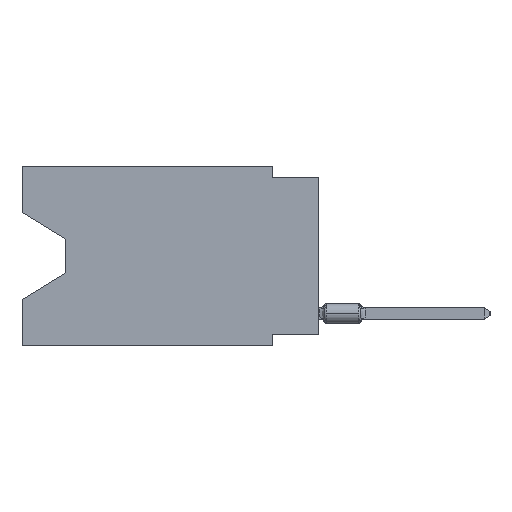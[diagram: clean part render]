
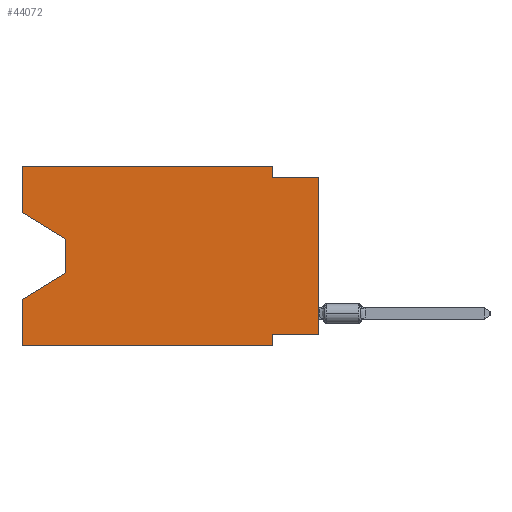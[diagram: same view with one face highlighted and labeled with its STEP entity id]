
A CAD part, left-side view. The second image highlights one B-rep face of the part: STEP entity #44072.
In plain terms, the highlighted planar face has unit normal (-1, 0, 0).
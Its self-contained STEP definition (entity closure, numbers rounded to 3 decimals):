
#469 = FACE_OUTER_BOUND ( 'NONE', #2008, .T. ) ;
#1186 = VERTEX_POINT ( 'NONE', #31693 ) ;
#2008 = EDGE_LOOP ( 'NONE', ( #16212, #11145, #53687, #8708, #3771, #25849, #18204, #43883, #51227, #35246, #7194, #24619 ) ) ;
#2205 = VERTEX_POINT ( 'NONE', #42568 ) ;
#2489 = VECTOR ( 'NONE', #22804, 1000. ) ;
#2559 = DIRECTION ( 'NONE',  ( 0., 0., 1. ) ) ;
#3771 = ORIENTED_EDGE ( 'NONE', *, *, #29603, .T. ) ;
#4181 = CARTESIAN_POINT ( 'NONE',  ( 0., 2.54, -9.906 ) ) ;
#5039 = VECTOR ( 'NONE', #20205, 1000. ) ;
#5443 = CARTESIAN_POINT ( 'NONE',  ( 0., 16.383, -2.546 ) ) ;
#5880 = LINE ( 'NONE', #29251, #21604 ) ;
#6185 = DIRECTION ( 'NONE',  ( 0., 0.855, -0.519 ) ) ;
#6338 = VECTOR ( 'NONE', #33681, 1000. ) ;
#7028 = EDGE_CURVE ( 'NONE', #26897, #52840, #53501, .T. ) ;
#7194 = ORIENTED_EDGE ( 'NONE', *, *, #56349, .F. ) ;
#7578 = EDGE_CURVE ( 'NONE', #15760, #32793, #50483, .T. ) ;
#7857 = CARTESIAN_POINT ( 'NONE',  ( 0., 2.54, -0.635 ) ) ;
#8253 = VECTOR ( 'NONE', #13599, 1000. ) ;
#8708 = ORIENTED_EDGE ( 'NONE', *, *, #54942, .F. ) ;
#8895 = LINE ( 'NONE', #32576, #16774 ) ;
#10696 = EDGE_CURVE ( 'NONE', #2205, #59721, #16316, .T. ) ;
#11145 = ORIENTED_EDGE ( 'NONE', *, *, #10696, .T. ) ;
#11416 = DIRECTION ( 'NONE',  ( 0., 0., -1. ) ) ;
#11756 = CARTESIAN_POINT ( 'NONE',  ( 0., 2.54, -9.271 ) ) ;
#13516 = DIRECTION ( 'NONE',  ( 0., -1., 0. ) ) ;
#13599 = DIRECTION ( 'NONE',  ( 0., 0., 1. ) ) ;
#15760 = VERTEX_POINT ( 'NONE', #41525 ) ;
#15991 = LINE ( 'NONE', #43068, #22445 ) ;
#16212 = ORIENTED_EDGE ( 'NONE', *, *, #32805, .T. ) ;
#16316 = LINE ( 'NONE', #53798, #26050 ) ;
#16774 = VECTOR ( 'NONE', #23053, 1000. ) ;
#18204 = ORIENTED_EDGE ( 'NONE', *, *, #22109, .F. ) ;
#19097 = VECTOR ( 'NONE', #2559, 1000. ) ;
#19502 = PLANE ( 'NONE',  #41669 ) ;
#20205 = DIRECTION ( 'NONE',  ( 0., 0., 1. ) ) ;
#20440 = VERTEX_POINT ( 'NONE', #42303 ) ;
#21604 = VECTOR ( 'NONE', #24625, 1000. ) ;
#22109 = EDGE_CURVE ( 'NONE', #15760, #44600, #44201, .T. ) ;
#22199 = CARTESIAN_POINT ( 'NONE',  ( 0., 0., -0.635 ) ) ;
#22445 = VECTOR ( 'NONE', #6185, 1000. ) ;
#22594 = VERTEX_POINT ( 'NONE', #4181 ) ;
#22804 = DIRECTION ( 'NONE',  ( 0., -0.855, -0.519 ) ) ;
#23053 = DIRECTION ( 'NONE',  ( 0., -1., 0. ) ) ;
#23820 = DIRECTION ( 'NONE',  ( 1., 0., 0. ) ) ;
#24619 = ORIENTED_EDGE ( 'NONE', *, *, #25895, .F. ) ;
#24625 = DIRECTION ( 'NONE',  ( 0., -1., 0. ) ) ;
#25849 = ORIENTED_EDGE ( 'NONE', *, *, #46531, .F. ) ;
#25895 = EDGE_CURVE ( 'NONE', #32582, #53295, #45875, .T. ) ;
#26050 = VECTOR ( 'NONE', #11416, 1000. ) ;
#26897 = VERTEX_POINT ( 'NONE', #38096 ) ;
#27718 = LINE ( 'NONE', #36966, #2489 ) ;
#29251 = CARTESIAN_POINT ( 'NONE',  ( 0., 0., -0.635 ) ) ;
#29603 = EDGE_CURVE ( 'NONE', #20440, #22594, #50385, .T. ) ;
#30492 = EDGE_CURVE ( 'NONE', #59721, #1186, #15991, .T. ) ;
#30515 = CARTESIAN_POINT ( 'NONE',  ( 0., 16.383, 0. ) ) ;
#31693 = CARTESIAN_POINT ( 'NONE',  ( 0., 16.383, -7.36 ) ) ;
#32576 = CARTESIAN_POINT ( 'NONE',  ( 0., 16.383, 0. ) ) ;
#32582 = VERTEX_POINT ( 'NONE', #5443 ) ;
#32793 = VERTEX_POINT ( 'NONE', #22199 ) ;
#32805 = EDGE_CURVE ( 'NONE', #32582, #2205, #27718, .T. ) ;
#33350 = CARTESIAN_POINT ( 'NONE',  ( 0., 16.383, 0. ) ) ;
#33681 = DIRECTION ( 'NONE',  ( 0., 0., -1. ) ) ;
#34185 = EDGE_CURVE ( 'NONE', #52840, #32793, #5880, .T. ) ;
#35246 = ORIENTED_EDGE ( 'NONE', *, *, #7028, .F. ) ;
#36104 = VECTOR ( 'NONE', #13516, 1000. ) ;
#36966 = CARTESIAN_POINT ( 'NONE',  ( 0., 16.383, -2.546 ) ) ;
#38096 = CARTESIAN_POINT ( 'NONE',  ( 0., 2.54, 0. ) ) ;
#38359 = CARTESIAN_POINT ( 'NONE',  ( 0., 16.383, 0. ) ) ;
#41525 = CARTESIAN_POINT ( 'NONE',  ( 0., 0., -9.271 ) ) ;
#41669 = AXIS2_PLACEMENT_3D ( 'NONE', #33350, #23820, #56388 ) ;
#42303 = CARTESIAN_POINT ( 'NONE',  ( 0., 16.383, -9.906 ) ) ;
#42568 = CARTESIAN_POINT ( 'NONE',  ( 0., 13.97, -4.013 ) ) ;
#43068 = CARTESIAN_POINT ( 'NONE',  ( 0., 13.97, -5.893 ) ) ;
#43883 = ORIENTED_EDGE ( 'NONE', *, *, #7578, .T. ) ;
#44072 = ADVANCED_FACE ( 'NONE', ( #469 ), #19502, .F. ) ;
#44201 = LINE ( 'NONE', #49101, #49318 ) ;
#44600 = VERTEX_POINT ( 'NONE', #11756 ) ;
#44889 = CARTESIAN_POINT ( 'NONE',  ( 0., 16.383, 0. ) ) ;
#45875 = LINE ( 'NONE', #30515, #19097 ) ;
#46088 = CARTESIAN_POINT ( 'NONE',  ( 0., 16.383, -9.906 ) ) ;
#46531 = EDGE_CURVE ( 'NONE', #44600, #22594, #48694, .T. ) ;
#47568 = LINE ( 'NONE', #38359, #5039 ) ;
#48694 = LINE ( 'NONE', #57007, #6338 ) ;
#49101 = CARTESIAN_POINT ( 'NONE',  ( 0., 0., -9.271 ) ) ;
#49174 = CARTESIAN_POINT ( 'NONE',  ( 0., 2.54, 0. ) ) ;
#49318 = VECTOR ( 'NONE', #53720, 1000. ) ;
#50385 = LINE ( 'NONE', #46088, #36104 ) ;
#50483 = LINE ( 'NONE', #51683, #8253 ) ;
#51102 = VECTOR ( 'NONE', #58396, 1000. ) ;
#51227 = ORIENTED_EDGE ( 'NONE', *, *, #34185, .F. ) ;
#51683 = CARTESIAN_POINT ( 'NONE',  ( 0., 0., 0. ) ) ;
#52840 = VERTEX_POINT ( 'NONE', #7857 ) ;
#53295 = VERTEX_POINT ( 'NONE', #44889 ) ;
#53501 = LINE ( 'NONE', #49174, #51102 ) ;
#53687 = ORIENTED_EDGE ( 'NONE', *, *, #30492, .T. ) ;
#53720 = DIRECTION ( 'NONE',  ( 0., 1., 0. ) ) ;
#53798 = CARTESIAN_POINT ( 'NONE',  ( 0., 13.97, -4.013 ) ) ;
#54942 = EDGE_CURVE ( 'NONE', #20440, #1186, #47568, .T. ) ;
#56349 = EDGE_CURVE ( 'NONE', #53295, #26897, #8895, .T. ) ;
#56382 = CARTESIAN_POINT ( 'NONE',  ( 0., 13.97, -5.893 ) ) ;
#56388 = DIRECTION ( 'NONE',  ( 0., 0., -1. ) ) ;
#57007 = CARTESIAN_POINT ( 'NONE',  ( 0., 2.54, -9.906 ) ) ;
#58396 = DIRECTION ( 'NONE',  ( 0., 0., -1. ) ) ;
#59721 = VERTEX_POINT ( 'NONE', #56382 ) ;
